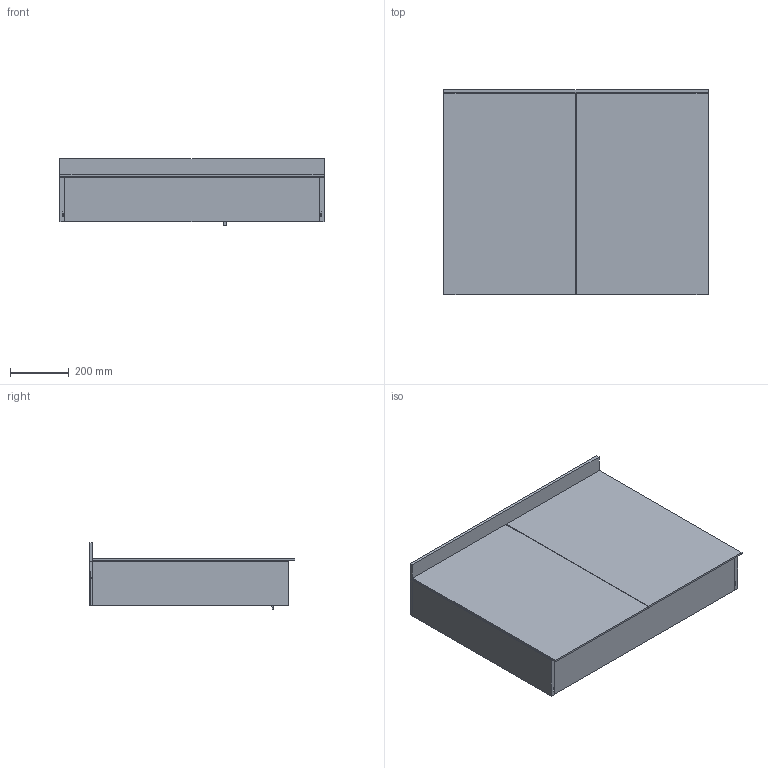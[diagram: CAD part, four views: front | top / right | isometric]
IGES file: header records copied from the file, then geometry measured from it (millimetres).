
Start section: SolidWorks IGES file using analytic representation for surfaces
Global section: file name: MIRR2-900-HE2.IGS; native system: SolidWorks 2020; preprocessor: SolidWorks 2020; author: a.dellen; date: 210322.073322; units: millimetre
Bounding box: 900 x 700 x 228 mm (x, y, z)
Surface area: 5054059.3 mm2 (no closed solid volume)
Topology: 0 solids, 0 shells, 586 faces, 7650 edges, 7650 vertices
Faces by surface type: bspline 432, revolution 154
